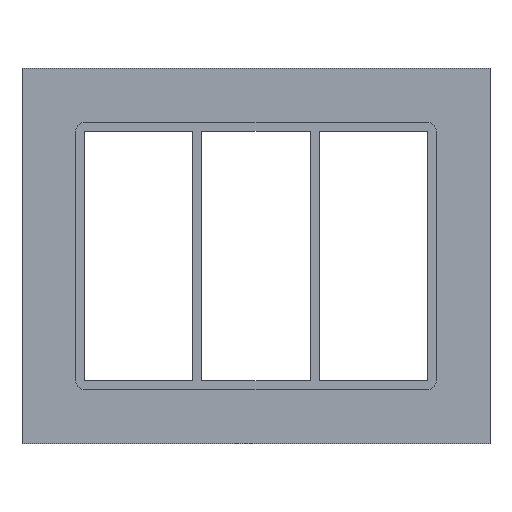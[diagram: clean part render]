
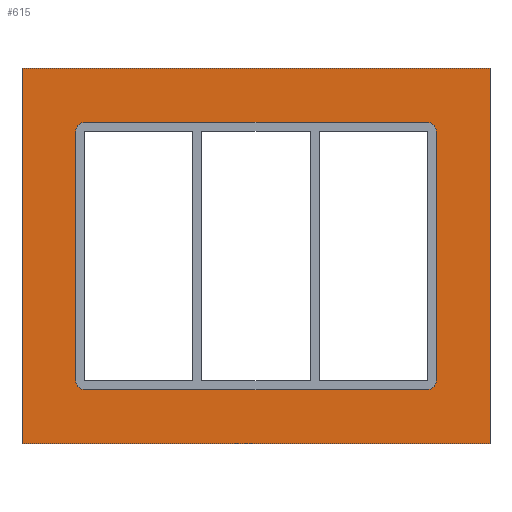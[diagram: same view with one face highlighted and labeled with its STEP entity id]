
A CAD part, front view. The second image highlights one B-rep face of the part: STEP entity #615.
In plain terms, the highlighted planar face has unit normal (0, -1, 0).
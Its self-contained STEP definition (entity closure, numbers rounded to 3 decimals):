
#506=CARTESIAN_POINT('',(0.,0.0,0.));
#507=DIRECTION('',(0.0,1.0,0.0));
#508=DIRECTION('',(0.0,0.0,1.0));
#509=AXIS2_PLACEMENT_3D('',#506,#507,#508);
#510=PLANE('',#509);
#511=CARTESIAN_POINT('',(-260.75,0.0,209.0));
#512=VERTEX_POINT('',#511);
#513=CARTESIAN_POINT('',(260.75,0.0,209.0));
#514=VERTEX_POINT('',#513);
#515=CARTESIAN_POINT('',(-260.75,0.0,209.0));
#516=DIRECTION('',(1.0,0.0,0.0));
#517=VECTOR('',#516,521.5);
#518=LINE('',#515,#517);
#519=EDGE_CURVE('',#512,#514,#518,.T.);
#520=ORIENTED_EDGE('',*,*,#519,.F.);
#521=CARTESIAN_POINT('',(-260.75,0.0,-209.));
#522=VERTEX_POINT('',#521);
#523=CARTESIAN_POINT('',(-260.75,0.0,-209.));
#524=DIRECTION('',(0.0,0.0,1.0));
#525=VECTOR('',#524,418.0);
#526=LINE('',#523,#525);
#527=EDGE_CURVE('',#522,#512,#526,.T.);
#528=ORIENTED_EDGE('',*,*,#527,.F.);
#529=CARTESIAN_POINT('',(260.75,0.0,-209.));
#530=VERTEX_POINT('',#529);
#531=CARTESIAN_POINT('',(260.75,0.0,-209.));
#532=DIRECTION('',(-1.0,0.0,0.0));
#533=VECTOR('',#532,521.5);
#534=LINE('',#531,#533);
#535=EDGE_CURVE('',#530,#522,#534,.T.);
#536=ORIENTED_EDGE('',*,*,#535,.F.);
#537=CARTESIAN_POINT('',(260.75,0.0,209.0));
#538=DIRECTION('',(0.0,0.0,-1.0));
#539=VECTOR('',#538,418.0);
#540=LINE('',#537,#539);
#541=EDGE_CURVE('',#514,#530,#540,.T.);
#542=ORIENTED_EDGE('',*,*,#541,.F.);
#543=EDGE_LOOP('',(#520,#528,#536,#542));
#544=FACE_OUTER_BOUND('',#543,.T.);
#545=CARTESIAN_POINT('',(-200.75,0.0,-139.));
#546=VERTEX_POINT('',#545);
#547=CARTESIAN_POINT('',(-190.75,0.0,-149.));
#548=VERTEX_POINT('',#547);
#549=CARTESIAN_POINT('',(-190.75,0.0,-139.));
#550=DIRECTION('',(0.0,-1.0,0.0));
#551=DIRECTION('',(-0.707,0.0,-0.707));
#552=AXIS2_PLACEMENT_3D('',#549,#550,#551);
#553=CIRCLE('',#552,10.);
#554=EDGE_CURVE('',#546,#548,#553,.T.);
#555=ORIENTED_EDGE('',*,*,#554,.F.);
#556=CARTESIAN_POINT('',(-200.75,0.0,139.0));
#557=VERTEX_POINT('',#556);
#558=CARTESIAN_POINT('',(-200.75,0.0,139.0));
#559=DIRECTION('',(0.0,0.0,-1.0));
#560=VECTOR('',#559,278.0);
#561=LINE('',#558,#560);
#562=EDGE_CURVE('',#557,#546,#561,.T.);
#563=ORIENTED_EDGE('',*,*,#562,.F.);
#564=CARTESIAN_POINT('',(-190.75,0.0,149.0));
#565=VERTEX_POINT('',#564);
#566=CARTESIAN_POINT('',(-190.75,0.0,139.0));
#567=DIRECTION('',(0.0,-1.0,0.0));
#568=DIRECTION('',(-0.707,0.0,0.707));
#569=AXIS2_PLACEMENT_3D('',#566,#567,#568);
#570=CIRCLE('',#569,10.);
#571=EDGE_CURVE('',#565,#557,#570,.T.);
#572=ORIENTED_EDGE('',*,*,#571,.F.);
#573=CARTESIAN_POINT('',(190.75,0.0,149.0));
#574=VERTEX_POINT('',#573);
#575=CARTESIAN_POINT('',(190.75,0.0,149.0));
#576=DIRECTION('',(-1.0,0.0,0.0));
#577=VECTOR('',#576,381.5);
#578=LINE('',#575,#577);
#579=EDGE_CURVE('',#574,#565,#578,.T.);
#580=ORIENTED_EDGE('',*,*,#579,.F.);
#581=CARTESIAN_POINT('',(200.75,0.0,139.0));
#582=VERTEX_POINT('',#581);
#583=CARTESIAN_POINT('',(190.75,0.0,139.0));
#584=DIRECTION('',(0.0,-1.0,0.0));
#585=DIRECTION('',(0.707,0.0,0.707));
#586=AXIS2_PLACEMENT_3D('',#583,#584,#585);
#587=CIRCLE('',#586,10.);
#588=EDGE_CURVE('',#582,#574,#587,.T.);
#589=ORIENTED_EDGE('',*,*,#588,.F.);
#590=CARTESIAN_POINT('',(200.75,0.0,-139.));
#591=VERTEX_POINT('',#590);
#592=CARTESIAN_POINT('',(200.75,0.0,-139.0));
#593=DIRECTION('',(0.0,0.0,1.0));
#594=VECTOR('',#593,278.0);
#595=LINE('',#592,#594);
#596=EDGE_CURVE('',#591,#582,#595,.T.);
#597=ORIENTED_EDGE('',*,*,#596,.F.);
#598=CARTESIAN_POINT('',(190.75,0.0,-149.));
#599=VERTEX_POINT('',#598);
#600=CARTESIAN_POINT('',(190.75,0.0,-139.));
#601=DIRECTION('',(0.0,-1.0,0.0));
#602=DIRECTION('',(0.707,0.0,-0.707));
#603=AXIS2_PLACEMENT_3D('',#600,#601,#602);
#604=CIRCLE('',#603,10.);
#605=EDGE_CURVE('',#599,#591,#604,.T.);
#606=ORIENTED_EDGE('',*,*,#605,.F.);
#607=CARTESIAN_POINT('',(-190.75,0.0,-149.));
#608=DIRECTION('',(1.0,0.0,0.0));
#609=VECTOR('',#608,381.5);
#610=LINE('',#607,#609);
#611=EDGE_CURVE('',#548,#599,#610,.T.);
#612=ORIENTED_EDGE('',*,*,#611,.F.);
#613=EDGE_LOOP('',(#555,#563,#572,#580,#589,#597,#606,#612));
#614=FACE_BOUND('',#613,.T.);
#615=ADVANCED_FACE('',(#544,#614),#510,.F.);
